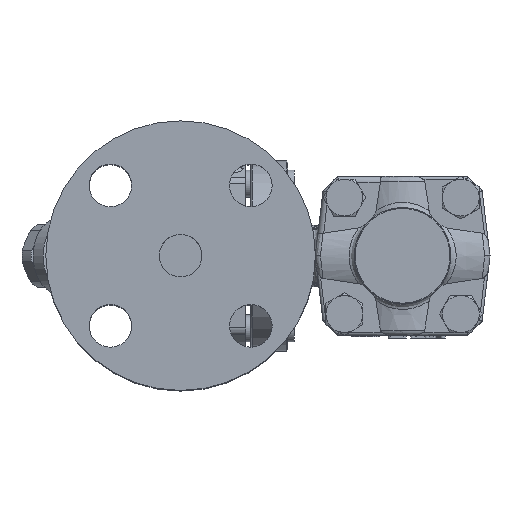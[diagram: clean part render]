
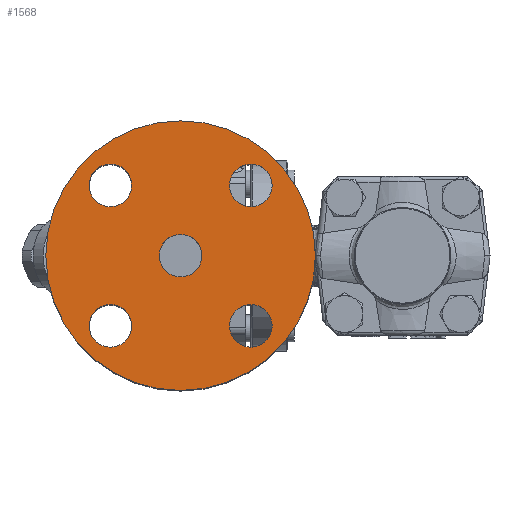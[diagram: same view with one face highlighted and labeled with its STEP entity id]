
A CAD part, top view. The second image highlights one B-rep face of the part: STEP entity #1568.
In plain terms, the highlighted planar face has unit normal (0, 0, 1).
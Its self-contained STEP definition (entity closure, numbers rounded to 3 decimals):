
#619=CARTESIAN_POINT('',(-70.7,0.,56.5));
#620=VERTEX_POINT('',#619);
#621=CARTESIAN_POINT('',(-78.2,0.0,56.5));
#622=DIRECTION('',(0.,0.0,-1.0));
#623=DIRECTION('',(-1.0,0.0,0.));
#624=AXIS2_PLACEMENT_3D('',#621,#622,#623);
#625=CIRCLE('',#624,7.5);
#626=EDGE_CURVE('',#620,#620,#625,.T.);
#890=CARTESIAN_POINT('',(-30.7,0.0,56.5));
#891=VERTEX_POINT('',#890);
#892=CARTESIAN_POINT('',(-78.2,0.0,56.5));
#893=DIRECTION('',(0.,0.0,1.0));
#894=DIRECTION('',(1.0,0.0,0.));
#895=AXIS2_PLACEMENT_3D('',#892,#893,#894);
#896=CIRCLE('',#895,47.5);
#897=EDGE_CURVE('',#891,#891,#896,.T.);
#934=CARTESIAN_POINT('',(-53.451,-32.249,56.5));
#935=VERTEX_POINT('',#934);
#936=CARTESIAN_POINT('',(-53.451,-24.749,56.5));
#937=DIRECTION('',(0.,0.0,-1.0));
#938=DIRECTION('',(0.0,-1.0,0.0));
#939=AXIS2_PLACEMENT_3D('',#936,#937,#938);
#940=CIRCLE('',#939,7.5);
#941=EDGE_CURVE('',#935,#935,#940,.T.);
#975=CARTESIAN_POINT('',(-110.449,-24.749,56.5));
#976=VERTEX_POINT('',#975);
#977=CARTESIAN_POINT('',(-102.949,-24.749,56.5));
#978=DIRECTION('',(0.,0.,-1.0));
#979=DIRECTION('',(-1.0,0.,0.));
#980=AXIS2_PLACEMENT_3D('',#977,#978,#979);
#981=CIRCLE('',#980,7.5);
#982=EDGE_CURVE('',#976,#976,#981,.T.);
#1016=CARTESIAN_POINT('',(-102.949,32.249,56.5));
#1017=VERTEX_POINT('',#1016);
#1018=CARTESIAN_POINT('',(-102.949,24.749,56.5));
#1019=DIRECTION('',(0.,0.0,-1.0));
#1020=DIRECTION('',(0.0,1.0,0.0));
#1021=AXIS2_PLACEMENT_3D('',#1018,#1019,#1020);
#1022=CIRCLE('',#1021,7.5);
#1023=EDGE_CURVE('',#1017,#1017,#1022,.T.);
#1057=CARTESIAN_POINT('',(-45.951,24.749,56.5));
#1058=VERTEX_POINT('',#1057);
#1059=CARTESIAN_POINT('',(-53.451,24.749,56.5));
#1060=DIRECTION('',(0.,0.0,-1.0));
#1061=DIRECTION('',(1.0,0.0,0.));
#1062=AXIS2_PLACEMENT_3D('',#1059,#1060,#1061);
#1063=CIRCLE('',#1062,7.5);
#1064=EDGE_CURVE('',#1058,#1058,#1063,.T.);
#1545=CARTESIAN_POINT('',(-54.45,0.0,56.5));
#1546=DIRECTION('',(0.,0.0,1.0));
#1547=DIRECTION('',(1.0,0.0,0.));
#1548=AXIS2_PLACEMENT_3D('',#1545,#1546,#1547);
#1549=PLANE('',#1548);
#1550=ORIENTED_EDGE('',*,*,#897,.T.);
#1551=EDGE_LOOP('',(#1550));
#1552=FACE_OUTER_BOUND('',#1551,.T.);
#1553=ORIENTED_EDGE('',*,*,#626,.T.);
#1554=EDGE_LOOP('',(#1553));
#1555=FACE_BOUND('',#1554,.T.);
#1556=ORIENTED_EDGE('',*,*,#941,.T.);
#1557=EDGE_LOOP('',(#1556));
#1558=FACE_BOUND('',#1557,.T.);
#1559=ORIENTED_EDGE('',*,*,#982,.T.);
#1560=EDGE_LOOP('',(#1559));
#1561=FACE_BOUND('',#1560,.T.);
#1562=ORIENTED_EDGE('',*,*,#1023,.T.);
#1563=EDGE_LOOP('',(#1562));
#1564=FACE_BOUND('',#1563,.T.);
#1565=ORIENTED_EDGE('',*,*,#1064,.T.);
#1566=EDGE_LOOP('',(#1565));
#1567=FACE_BOUND('',#1566,.T.);
#1568=ADVANCED_FACE('',(#1552,#1555,#1558,#1561,#1564,#1567),#1549,.T.);
